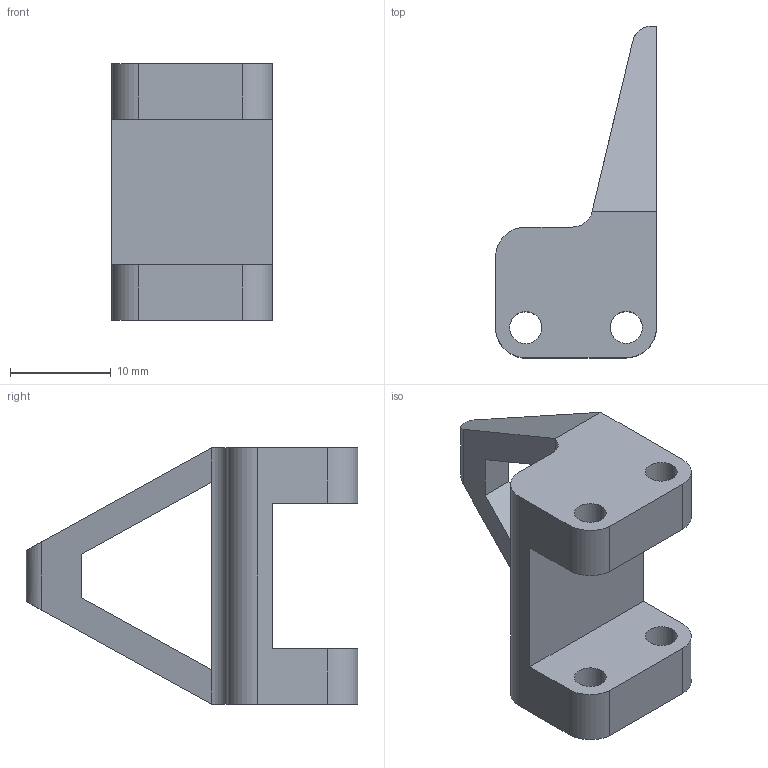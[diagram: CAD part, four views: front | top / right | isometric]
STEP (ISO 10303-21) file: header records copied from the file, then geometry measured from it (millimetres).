
FILE_DESCRIPTION (( 'STEP AP203' ), '1' );
FILE_NAME ('標芛x2.STEP', '2024-02-18T01:24:30', ( '' ), ( '' ), 'SwSTEP 2.0', 'SolidWorks 2023', '' );
FILE_SCHEMA (( 'CONFIG_CONTROL_DESIGN' ));
Length unit declared in the file: millimetre
Products named in the file (1): 夹头x2
Bounding box: 16 x 33 x 25.5 mm (x, y, z)
Volume: 3879.3 mm3; surface area: 2644.5 mm2
Topology: 1 solids, 1 shells, 33 faces, 92 edges, 60 vertices
Faces by surface type: plane 18, cylinder 15
Entity records: 1159 total; most frequent: CARTESIAN_POINT 192, DIRECTION 186, ORIENTED_EDGE 184, EDGE_CURVE 92, VECTOR 62, AXIS2_PLACEMENT_3D 62, LINE 62, VERTEX_POINT 60
